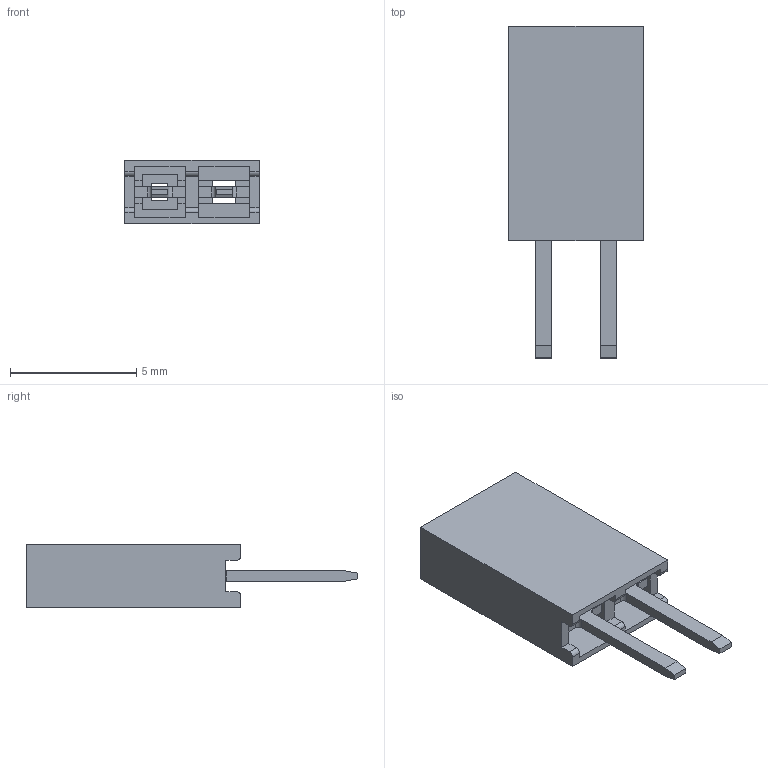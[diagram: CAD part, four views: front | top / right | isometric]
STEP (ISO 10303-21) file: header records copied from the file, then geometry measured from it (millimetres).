
FILE_DESCRIPTION (( 'STEP AP203' ), '1' );
FILE_NAME ('譫齬渀.STEP', '2020-10-28T12:25:30', ( '' ), ( '' ), 'SwSTEP 2.0', 'SolidWorks 2018', '' );
FILE_SCHEMA (( 'CONFIG_CONTROL_DESIGN' ));
Length unit declared in the file: millimetre
Products named in the file (1): 譫齬渀
Bounding box: 5.33 x 13.13 x 2.5 mm (x, y, z)
Volume: 53.1 mm3; surface area: 314.5 mm2
Topology: 1 solids, 1 shells, 92 faces, 270 edges, 180 vertices
Faces by surface type: plane 82, cylinder 10
Entity records: 3107 total; most frequent: CARTESIAN_POINT 543, ORIENTED_EDGE 540, DIRECTION 476, EDGE_CURVE 270, VECTOR 250, LINE 250, VERTEX_POINT 180, AXIS2_PLACEMENT_3D 113
